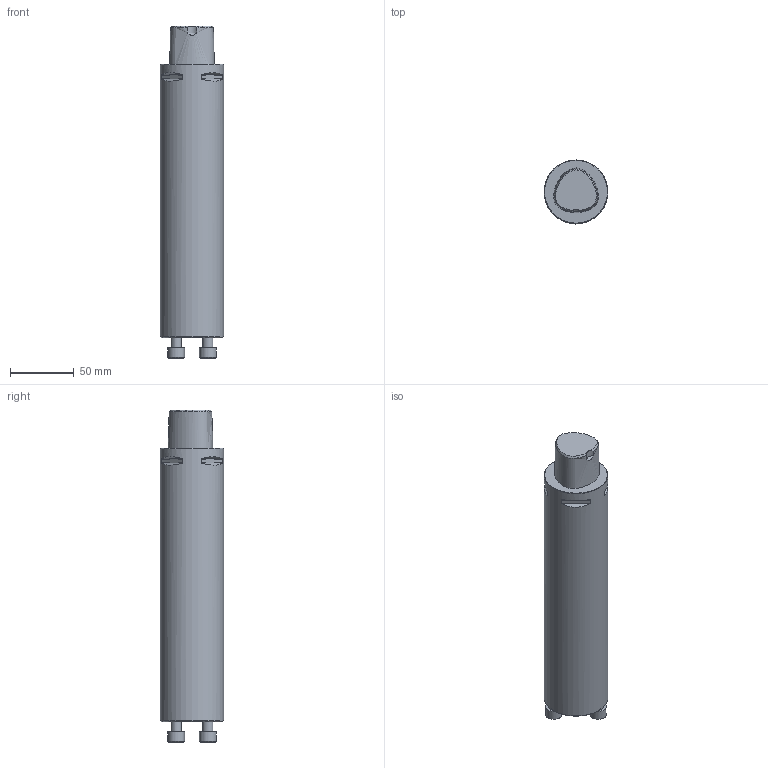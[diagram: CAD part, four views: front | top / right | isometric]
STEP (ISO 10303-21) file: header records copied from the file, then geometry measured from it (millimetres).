
FILE_DESCRIPTION(/* description */ (''),/* implementation_level */ '2;1');
FILE_NAME(/* name */ '1529072341595.stp',/* time_stamp */ '2018-06-15T16:19:08+02:00',/* author */ (''),/* organization */ ('SMS'),/* preprocessor_version */ 'ST-DEVELOPER v15',/* originating_system */ 'SIEMENS PLM Software NX 8.5',/* authorisation */ '');
FILE_SCHEMA (('AUTOMOTIVE_DESIGN { 1 0 10303 214 3 1 1 1 }'));
Length unit declared in the file: millimetre
Products named in the file (1): C5-570-3C_50_215
Bounding box: 50 x 50 x 261 mm (x, y, z)
Volume: 452371.2 mm3; surface area: 43298.6 mm2
Topology: 1 solids, 1 shells, 67 faces, 151 edges, 103 vertices
Faces by surface type: plane 42, cylinder 16, cone 7, bspline 2
Full cylindrical faces by diameter (mm): 8 x3, 13 x3, 50 x1
Entity records: 2484 total; most frequent: CARTESIAN_POINT 1019, DIRECTION 276, ORIENTED_EDGE 268, EDGE_CURVE 134, AXIS2_PLACEMENT_3D 99, VERTEX_POINT 96, EDGE_LOOP 94, LINE 78
